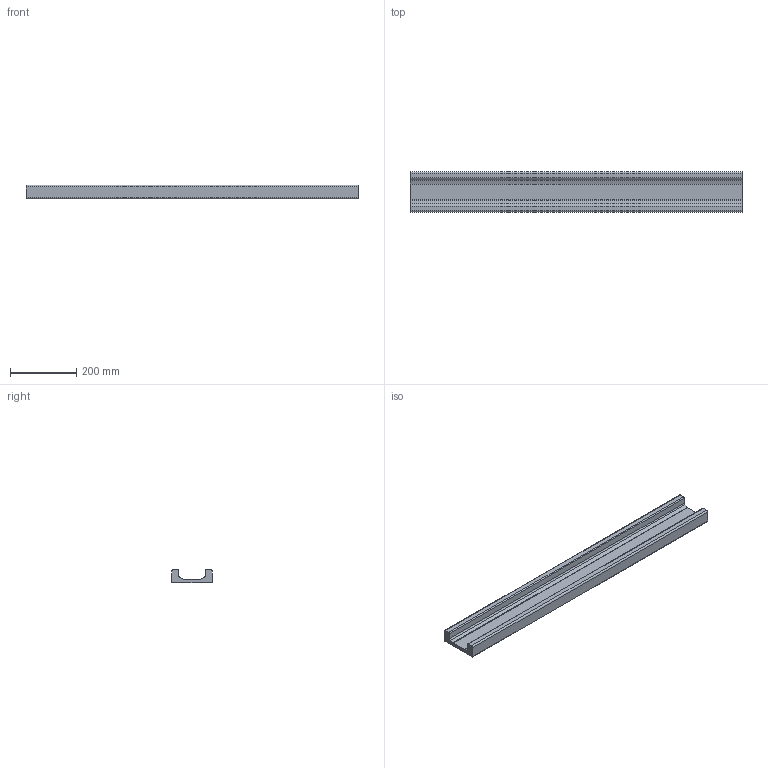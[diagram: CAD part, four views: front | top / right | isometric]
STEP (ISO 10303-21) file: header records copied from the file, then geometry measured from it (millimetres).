
FILE_DESCRIPTION(/* description */ ('U-Führungsprofil Edelstahl'),/* implementation_level */ '2;1');
FILE_NAME(/* name */ 'ALFATEC_UP080.0780.stp',/* time_stamp */ '2021-02-09T12:59:46+01:00',/* author */ ('kstaebler'),/* organization */ ('Alfatec GmbH'),/* preprocessor_version */ 'ST-DEVELOPER v18.1',/* originating_system */ 'Autodesk Inventor 2020',/* authorisation */ '');
FILE_SCHEMA (('AUTOMOTIVE_DESIGN { 1 0 10303 214 3 1 1 }'));
Length unit declared in the file: millimetre
Products named in the file (1): UP 080.0780
Bounding box: 1000 x 121.3 x 41 mm (x, y, z)
Volume: 2657986.2 mm3; surface area: 370543.5 mm2
Topology: 1 solids, 1 shells, 22 faces, 60 edges, 40 vertices
Faces by surface type: plane 12, cylinder 10
Entity records: 745 total; most frequent: DIRECTION 126, CARTESIAN_POINT 123, ORIENTED_EDGE 120, EDGE_CURVE 60, AXIS2_PLACEMENT_3D 43, LINE 40, VECTOR 40, VERTEX_POINT 40
